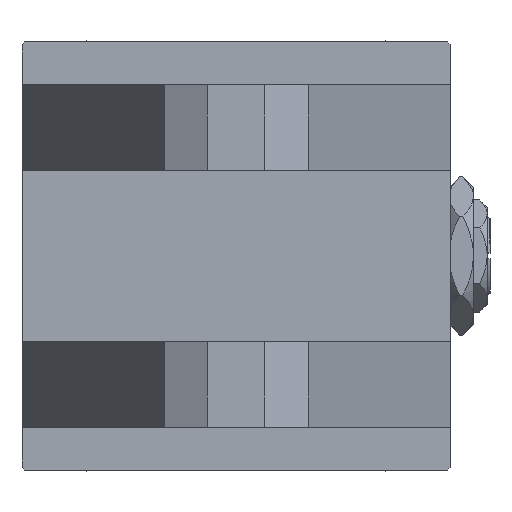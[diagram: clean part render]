
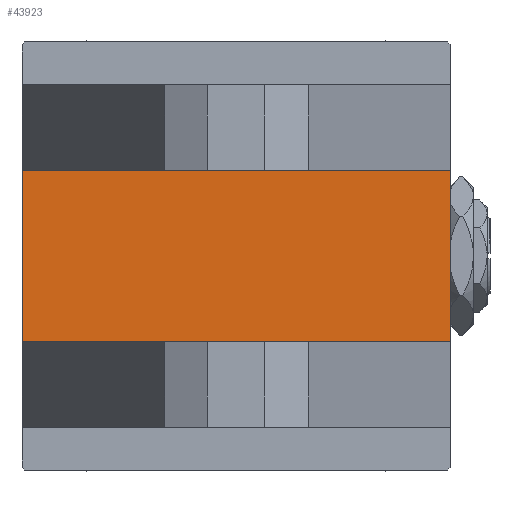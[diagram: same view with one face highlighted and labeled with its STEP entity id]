
A CAD part, left-side view. The second image highlights one B-rep face of the part: STEP entity #43923.
In plain terms, the highlighted planar face has unit normal (-1, 0, 0).
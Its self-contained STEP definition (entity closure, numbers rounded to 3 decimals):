
#161 = VERTEX_POINT ( 'NONE', #16067 ) ;
#2644 = CARTESIAN_POINT ( 'NONE',  ( 0., 15., 37.5 ) ) ;
#6317 = DIRECTION ( 'NONE',  ( 0., -1., 0. ) ) ;
#7283 = PLANE ( 'NONE',  #34368 ) ;
#9543 = CARTESIAN_POINT ( 'NONE',  ( 0., -15., -37.5 ) ) ;
#10365 = CARTESIAN_POINT ( 'NONE',  ( 0., -15., 37.5 ) ) ;
#10835 = CARTESIAN_POINT ( 'NONE',  ( 0., 37.5, 37.5 ) ) ;
#14815 = VERTEX_POINT ( 'NONE', #2644 ) ;
#15878 = CARTESIAN_POINT ( 'NONE',  ( 0., 37.5, -37.5 ) ) ;
#16067 = CARTESIAN_POINT ( 'NONE',  ( 0., 15., -37.5 ) ) ;
#16941 = EDGE_CURVE ( 'NONE', #14815, #161, #36921, .T. ) ;
#17634 = EDGE_CURVE ( 'NONE', #161, #50727, #52175, .T. ) ;
#19589 = DIRECTION ( 'NONE',  ( 0., -1., 0. ) ) ;
#23466 = DIRECTION ( 'NONE',  ( -1., 0., 0. ) ) ;
#24936 = VECTOR ( 'NONE', #48835, 1000. ) ;
#27192 = DIRECTION ( 'NONE',  ( 0., 0., 1. ) ) ;
#30905 = CARTESIAN_POINT ( 'NONE',  ( 0., 0., 0. ) ) ;
#31134 = VECTOR ( 'NONE', #43512, 1000. ) ;
#32332 = VERTEX_POINT ( 'NONE', #43511 ) ;
#33435 = ORIENTED_EDGE ( 'NONE', *, *, #17634, .T. ) ;
#34368 = AXIS2_PLACEMENT_3D ( 'NONE', #30905, #23466, #27192 ) ;
#36660 = CARTESIAN_POINT ( 'NONE',  ( 0., 15., 37.5 ) ) ;
#36921 = LINE ( 'NONE', #36660, #24936 ) ;
#38758 = LINE ( 'NONE', #10365, #31134 ) ;
#42286 = VECTOR ( 'NONE', #19589, 1000. ) ;
#43511 = CARTESIAN_POINT ( 'NONE',  ( 0., -15., 37.5 ) ) ;
#43512 = DIRECTION ( 'NONE',  ( 0., 0., -1. ) ) ;
#43923 = ADVANCED_FACE ( 'NONE', ( #47583 ), #7283, .T. ) ;
#44692 = ORIENTED_EDGE ( 'NONE', *, *, #16941, .T. ) ;
#45449 = EDGE_CURVE ( 'NONE', #32332, #50727, #38758, .T. ) ;
#47413 = LINE ( 'NONE', #10835, #51157 ) ;
#47583 = FACE_OUTER_BOUND ( 'NONE', #48420, .T. ) ;
#48253 = EDGE_CURVE ( 'NONE', #14815, #32332, #47413, .T. ) ;
#48420 = EDGE_LOOP ( 'NONE', ( #33435, #52008, #49594, #44692 ) ) ;
#48835 = DIRECTION ( 'NONE',  ( 0., 0., -1. ) ) ;
#49594 = ORIENTED_EDGE ( 'NONE', *, *, #48253, .F. ) ;
#50727 = VERTEX_POINT ( 'NONE', #9543 ) ;
#51157 = VECTOR ( 'NONE', #6317, 1000. ) ;
#52008 = ORIENTED_EDGE ( 'NONE', *, *, #45449, .F. ) ;
#52175 = LINE ( 'NONE', #15878, #42286 ) ;
